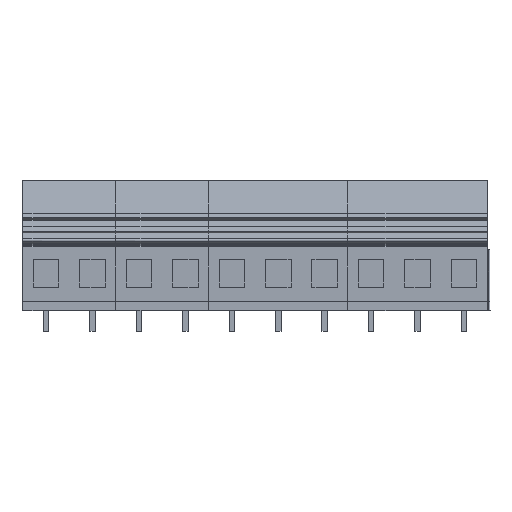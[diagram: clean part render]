
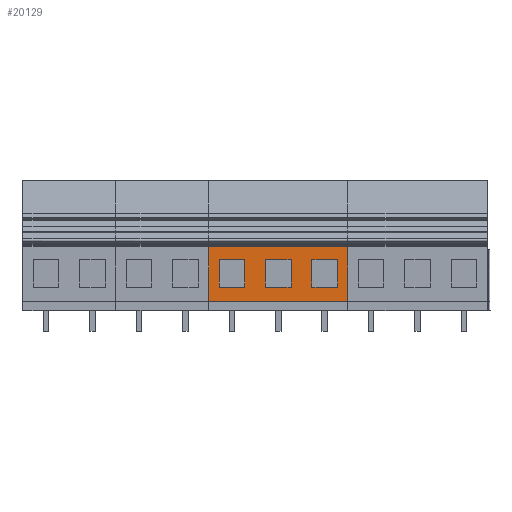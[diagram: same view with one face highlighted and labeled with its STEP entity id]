
A CAD part, front view. The second image highlights one B-rep face of the part: STEP entity #20129.
In plain terms, the highlighted planar face has unit normal (0, -1, 0).
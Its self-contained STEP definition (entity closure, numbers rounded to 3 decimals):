
#20014=AXIS2_PLACEMENT_3D('Plane Axis2P3D',#20011,#20012,#20013) ;
#18640=CARTESIAN_POINT('Vertex',(40.84,0.,6.6)) ;
#18643=CARTESIAN_POINT('Line Origine',(40.84,0.,12.55)) ;
#18647=CARTESIAN_POINT('Vertex',(40.84,0.,18.5)) ;
#19102=CARTESIAN_POINT('Vertex',(71.32,0.,18.5)) ;
#19105=CARTESIAN_POINT('Line Origine',(71.32,0.,12.55)) ;
#19109=CARTESIAN_POINT('Vertex',(71.32,0.,6.6)) ;
#19835=CARTESIAN_POINT('Line Origine',(56.08,0.,6.6)) ;
#20011=CARTESIAN_POINT('Axis2P3D Location',(40.84,0.,6.6)) ;
#20016=CARTESIAN_POINT('Line Origine',(56.08,0.,18.5)) ;
#20027=CARTESIAN_POINT('Line Origine',(48.72,0.,12.7)) ;
#20031=CARTESIAN_POINT('Vertex',(48.72,0.,9.7)) ;
#20033=CARTESIAN_POINT('Vertex',(48.72,0.,15.7)) ;
#20036=CARTESIAN_POINT('Line Origine',(45.92,0.,9.7)) ;
#20040=CARTESIAN_POINT('Vertex',(43.12,0.,9.7)) ;
#20043=CARTESIAN_POINT('Line Origine',(43.12,0.,12.7)) ;
#20047=CARTESIAN_POINT('Vertex',(43.12,0.,15.7)) ;
#20050=CARTESIAN_POINT('Line Origine',(45.92,0.,15.7)) ;
#20061=CARTESIAN_POINT('Line Origine',(56.08,0.,15.7)) ;
#20065=CARTESIAN_POINT('Vertex',(58.88,0.,15.7)) ;
#20067=CARTESIAN_POINT('Vertex',(53.28,0.,15.7)) ;
#20070=CARTESIAN_POINT('Line Origine',(58.88,0.,12.7)) ;
#20074=CARTESIAN_POINT('Vertex',(58.88,0.,9.7)) ;
#20077=CARTESIAN_POINT('Line Origine',(56.08,0.,9.7)) ;
#20081=CARTESIAN_POINT('Vertex',(53.28,0.,9.7)) ;
#20084=CARTESIAN_POINT('Line Origine',(53.28,0.,12.7)) ;
#20095=CARTESIAN_POINT('Line Origine',(66.24,0.,15.7)) ;
#20099=CARTESIAN_POINT('Vertex',(69.04,0.,15.7)) ;
#20101=CARTESIAN_POINT('Vertex',(63.44,0.,15.7)) ;
#20104=CARTESIAN_POINT('Line Origine',(69.04,0.,12.7)) ;
#20108=CARTESIAN_POINT('Vertex',(69.04,0.,9.7)) ;
#20111=CARTESIAN_POINT('Line Origine',(66.24,0.,9.7)) ;
#20115=CARTESIAN_POINT('Vertex',(63.44,0.,9.7)) ;
#20118=CARTESIAN_POINT('Line Origine',(63.44,0.,12.7)) ;
#18644=DIRECTION('Vector Direction',(0.,0.,1.)) ;
#19106=DIRECTION('Vector Direction',(0.,0.,1.)) ;
#19836=DIRECTION('Vector Direction',(1.,0.,0.)) ;
#20012=DIRECTION('Axis2P3D Direction',(0.,1.,0.)) ;
#20013=DIRECTION('Axis2P3D XDirection',(0.,0.,1.)) ;
#20017=DIRECTION('Vector Direction',(1.,0.,0.)) ;
#20028=DIRECTION('Vector Direction',(0.,0.,-1.)) ;
#20037=DIRECTION('Vector Direction',(-1.,0.,0.)) ;
#20044=DIRECTION('Vector Direction',(0.,0.,-1.)) ;
#20051=DIRECTION('Vector Direction',(-1.,0.,0.)) ;
#20062=DIRECTION('Vector Direction',(-1.,0.,0.)) ;
#20071=DIRECTION('Vector Direction',(0.,0.,-1.)) ;
#20078=DIRECTION('Vector Direction',(-1.,0.,0.)) ;
#20085=DIRECTION('Vector Direction',(0.,0.,-1.)) ;
#20096=DIRECTION('Vector Direction',(-1.,0.,0.)) ;
#20105=DIRECTION('Vector Direction',(0.,0.,-1.)) ;
#20112=DIRECTION('Vector Direction',(-1.,0.,0.)) ;
#20119=DIRECTION('Vector Direction',(0.,0.,-1.)) ;
#18645=VECTOR('Line Direction',#18644,1.) ;
#19107=VECTOR('Line Direction',#19106,1.) ;
#19837=VECTOR('Line Direction',#19836,1.) ;
#20018=VECTOR('Line Direction',#20017,1.) ;
#20029=VECTOR('Line Direction',#20028,1.) ;
#20038=VECTOR('Line Direction',#20037,1.) ;
#20045=VECTOR('Line Direction',#20044,1.) ;
#20052=VECTOR('Line Direction',#20051,1.) ;
#20063=VECTOR('Line Direction',#20062,1.) ;
#20072=VECTOR('Line Direction',#20071,1.) ;
#20079=VECTOR('Line Direction',#20078,1.) ;
#20086=VECTOR('Line Direction',#20085,1.) ;
#20097=VECTOR('Line Direction',#20096,1.) ;
#20106=VECTOR('Line Direction',#20105,1.) ;
#20113=VECTOR('Line Direction',#20112,1.) ;
#20120=VECTOR('Line Direction',#20119,1.) ;
#20022=ORIENTED_EDGE('',*,*,#19111,.T.) ;
#20023=ORIENTED_EDGE('',*,*,#20020,.F.) ;
#20024=ORIENTED_EDGE('',*,*,#18649,.F.) ;
#20025=ORIENTED_EDGE('',*,*,#19839,.T.) ;
#20056=ORIENTED_EDGE('',*,*,#20035,.F.) ;
#20057=ORIENTED_EDGE('',*,*,#20042,.F.) ;
#20058=ORIENTED_EDGE('',*,*,#20049,.F.) ;
#20059=ORIENTED_EDGE('',*,*,#20054,.F.) ;
#20090=ORIENTED_EDGE('',*,*,#20069,.F.) ;
#20091=ORIENTED_EDGE('',*,*,#20076,.F.) ;
#20092=ORIENTED_EDGE('',*,*,#20083,.F.) ;
#20093=ORIENTED_EDGE('',*,*,#20088,.F.) ;
#20124=ORIENTED_EDGE('',*,*,#20103,.F.) ;
#20125=ORIENTED_EDGE('',*,*,#20110,.F.) ;
#20126=ORIENTED_EDGE('',*,*,#20117,.F.) ;
#20127=ORIENTED_EDGE('',*,*,#20122,.F.) ;
#20060=FACE_BOUND('',#20055,.T.) ;
#20094=FACE_BOUND('',#20089,.T.) ;
#20128=FACE_BOUND('',#20123,.T.) ;
#20129=ADVANCED_FACE('7 pole',(#20026,#20060,#20094,#20128),#20015,.F.) ;
#18649=EDGE_CURVE('',#18641,#18648,#18646,.T.) ;
#19111=EDGE_CURVE('',#19110,#19103,#19108,.T.) ;
#19839=EDGE_CURVE('',#18641,#19110,#19838,.T.) ;
#20020=EDGE_CURVE('',#18648,#19103,#20019,.T.) ;
#20035=EDGE_CURVE('',#20032,#20034,#20030,.F.) ;
#20042=EDGE_CURVE('',#20041,#20032,#20039,.F.) ;
#20049=EDGE_CURVE('',#20048,#20041,#20046,.T.) ;
#20054=EDGE_CURVE('',#20034,#20048,#20053,.T.) ;
#20069=EDGE_CURVE('',#20066,#20068,#20064,.T.) ;
#20076=EDGE_CURVE('',#20075,#20066,#20073,.F.) ;
#20083=EDGE_CURVE('',#20082,#20075,#20080,.F.) ;
#20088=EDGE_CURVE('',#20068,#20082,#20087,.T.) ;
#20103=EDGE_CURVE('',#20100,#20102,#20098,.T.) ;
#20110=EDGE_CURVE('',#20109,#20100,#20107,.F.) ;
#20117=EDGE_CURVE('',#20116,#20109,#20114,.F.) ;
#20122=EDGE_CURVE('',#20102,#20116,#20121,.T.) ;
#20021=EDGE_LOOP('',(#20022,#20023,#20024,#20025)) ;
#20055=EDGE_LOOP('',(#20056,#20057,#20058,#20059)) ;
#20089=EDGE_LOOP('',(#20090,#20091,#20092,#20093)) ;
#20123=EDGE_LOOP('',(#20124,#20125,#20126,#20127)) ;
#20026=FACE_OUTER_BOUND('',#20021,.T.) ;
#18646=LINE('Line',#18643,#18645) ;
#19108=LINE('Line',#19105,#19107) ;
#19838=LINE('Line',#19835,#19837) ;
#20019=LINE('Line',#20016,#20018) ;
#20030=LINE('Line',#20027,#20029) ;
#20039=LINE('Line',#20036,#20038) ;
#20046=LINE('Line',#20043,#20045) ;
#20053=LINE('Line',#20050,#20052) ;
#20064=LINE('Line',#20061,#20063) ;
#20073=LINE('Line',#20070,#20072) ;
#20080=LINE('Line',#20077,#20079) ;
#20087=LINE('Line',#20084,#20086) ;
#20098=LINE('Line',#20095,#20097) ;
#20107=LINE('Line',#20104,#20106) ;
#20114=LINE('Line',#20111,#20113) ;
#20121=LINE('Line',#20118,#20120) ;
#20015=PLANE('',#20014) ;
#18641=VERTEX_POINT('',#18640) ;
#18648=VERTEX_POINT('',#18647) ;
#19103=VERTEX_POINT('',#19102) ;
#19110=VERTEX_POINT('',#19109) ;
#20032=VERTEX_POINT('',#20031) ;
#20034=VERTEX_POINT('',#20033) ;
#20041=VERTEX_POINT('',#20040) ;
#20048=VERTEX_POINT('',#20047) ;
#20066=VERTEX_POINT('',#20065) ;
#20068=VERTEX_POINT('',#20067) ;
#20075=VERTEX_POINT('',#20074) ;
#20082=VERTEX_POINT('',#20081) ;
#20100=VERTEX_POINT('',#20099) ;
#20102=VERTEX_POINT('',#20101) ;
#20109=VERTEX_POINT('',#20108) ;
#20116=VERTEX_POINT('',#20115) ;
